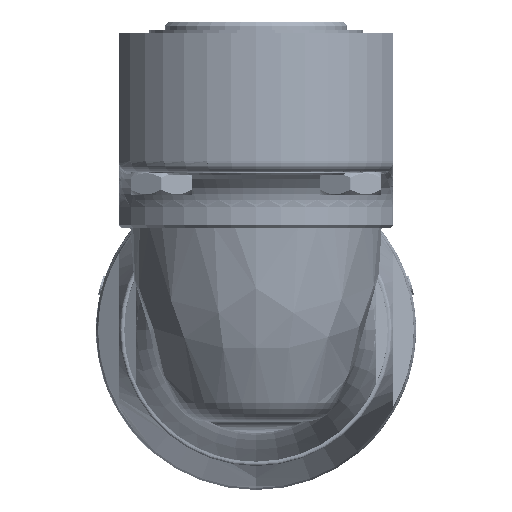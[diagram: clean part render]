
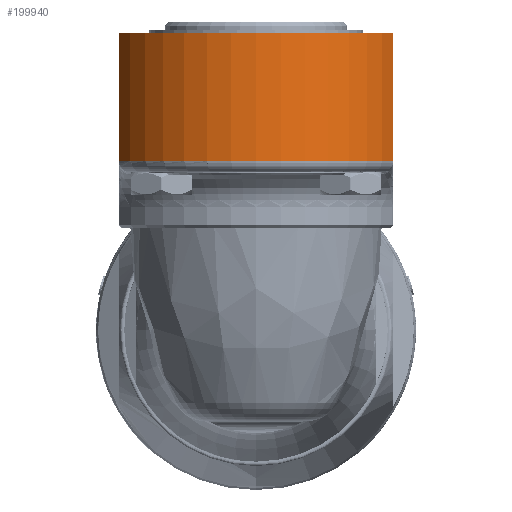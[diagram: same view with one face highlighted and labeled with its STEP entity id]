
A CAD part, left-side view. The second image highlights one B-rep face of the part: STEP entity #199940.
In plain terms, the highlighted cylindrical face has radius 20.625 mm (diameter 41.25 mm), a partial arc.
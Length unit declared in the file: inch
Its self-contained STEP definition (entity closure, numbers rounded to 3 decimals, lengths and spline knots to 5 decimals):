
#114981=DIRECTION('',(0.,0.,1.));
#114982=VECTOR('',#114981,0.698);
#114983=CARTESIAN_POINT('',(-9.8527,-0.75,0.92325));
#114984=LINE('',#114983,#114982);
#115018=DIRECTION('',(0.,0.,1.));
#115019=VECTOR('',#115018,0.698);
#115020=CARTESIAN_POINT('',(-9.8527,0.75,0.92325));
#115021=LINE('',#115020,#115019);
#115035=CARTESIAN_POINT('',(-9.5415,0.,1.62125));
#115036=DIRECTION('',(0.,0.,1.));
#115037=DIRECTION('',(-0.383,0.924,0.));
#115038=AXIS2_PLACEMENT_3D('',#115035,#115036,#115037);
#172681=CARTESIAN_POINT('',(-9.5415,0.,0.92325));
#172682=DIRECTION('',(0.,0.,1.));
#172683=DIRECTION('',(-0.383,0.924,0.));
#172684=AXIS2_PLACEMENT_3D('',#172681,#172682,#172683);
#192795=CARTESIAN_POINT('',(-9.8527,0.75,0.92325));
#192797=VERTEX_POINT('',#192795);
#192802=CARTESIAN_POINT('',(-9.8527,-0.75,0.92325));
#192803=VERTEX_POINT('',#192802);
#193031=CARTESIAN_POINT('',(-9.8527,0.75,1.62125));
#193033=VERTEX_POINT('',#193031);
#193034=CARTESIAN_POINT('',(-9.8527,-0.75,1.62125));
#193035=VERTEX_POINT('',#193034);
#199927=CARTESIAN_POINT('',(-9.5415,0.,1.49625));
#199928=DIRECTION('',(0.,0.,-1.));
#199929=DIRECTION('',(1.,0.,0.));
#199930=AXIS2_PLACEMENT_3D('',#199927,#199928,#199929);
#199931=CYLINDRICAL_SURFACE('',#199930,0.812);
#199932=ORIENTED_EDGE('',*,*,#199848,.T.);
#199934=ORIENTED_EDGE('',*,*,#199933,.T.);
#199935=ORIENTED_EDGE('',*,*,#199904,.F.);
#199937=ORIENTED_EDGE('',*,*,#199936,.F.);
#199938=EDGE_LOOP('',(#199932,#199934,#199935,#199937));
#199939=FACE_OUTER_BOUND('',#199938,.F.);
#199940=ADVANCED_FACE('',(#199939),#199931,.T.);
#115039=CIRCLE('',#115038,0.812);
#172685=CIRCLE('',#172684,0.812);
#199848=EDGE_CURVE('',#192797,#193033,#115021,.T.);
#199904=EDGE_CURVE('',#192803,#193035,#114984,.T.);
#199933=EDGE_CURVE('',#193033,#193035,#115039,.T.);
#199936=EDGE_CURVE('',#192797,#192803,#172685,.T.);
